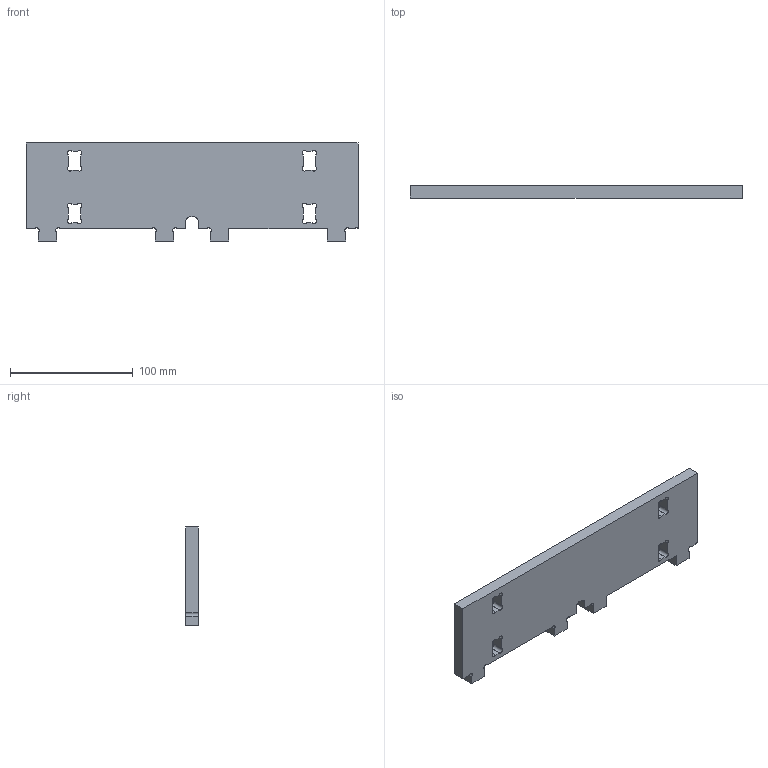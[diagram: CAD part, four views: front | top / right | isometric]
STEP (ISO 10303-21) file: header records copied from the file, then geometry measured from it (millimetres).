
FILE_DESCRIPTION(/* description */ (''),/* implementation_level */ '2;1');
FILE_NAME(/* name */ 'tube buttress.step',/* time_stamp */ '2023-03-04T21:36:57+01:00',/* author */ (''),/* organization */ (''),/* preprocessor_version */ 'ST-DEVELOPER v19.2',/* originating_system */ 'Autodesk Translation Framework v11.17.0.187',/* authorisation */ '');
FILE_SCHEMA (('AUTOMOTIVE_DESIGN { 1 0 10303 214 3 1 1 }'));
Length unit declared in the file: millimetre
Products named in the file (1): tube buttress
Bounding box: 271 x 10 x 80 mm (x, y, z)
Volume: 187797.6 mm3; surface area: 47631.2 mm2
Topology: 1 solids, 1 shells, 67 faces, 195 edges, 130 vertices
Faces by surface type: plane 42, cylinder 25
Entity records: 2275 total; most frequent: CARTESIAN_POINT 393, ORIENTED_EDGE 390, DIRECTION 381, EDGE_CURVE 195, LINE 145, VECTOR 145, VERTEX_POINT 130, AXIS2_PLACEMENT_3D 118
